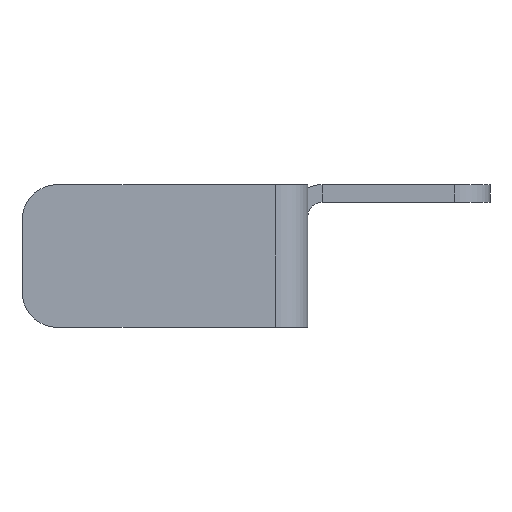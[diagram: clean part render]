
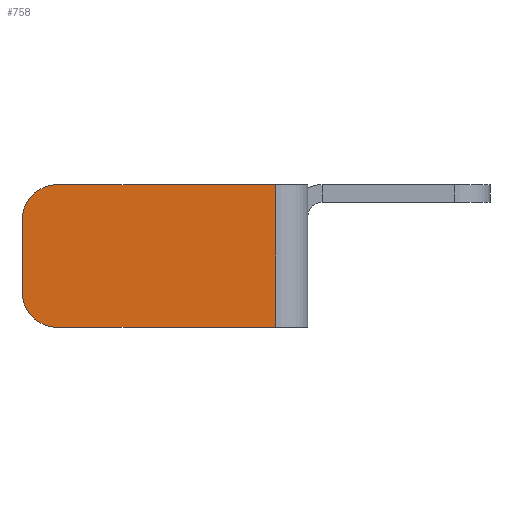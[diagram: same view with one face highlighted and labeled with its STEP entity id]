
A CAD part, left-side view. The second image highlights one B-rep face of the part: STEP entity #758.
In plain terms, the highlighted planar face has unit normal (-1, 0, 0).
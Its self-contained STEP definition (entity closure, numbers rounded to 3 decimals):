
#47=PLANE('',#843);
#92=FACE_OUTER_BOUND('',#139,.T.);
#139=EDGE_LOOP('',(#692,#693,#694,#695,#696,#697));
#156=LINE('',#1114,#235);
#170=LINE('',#1156,#249);
#217=LINE('',#1268,#296);
#219=LINE('',#1277,#298);
#235=VECTOR('',#888,10.);
#249=VECTOR('',#926,3.1);
#296=VECTOR('',#1045,10.);
#298=VECTOR('',#1061,10.);
#303=CIRCLE('',#784,5.);
#310=CIRCLE('',#797,5.);
#336=VERTEX_POINT('',#1101);
#337=VERTEX_POINT('',#1102);
#341=VERTEX_POINT('',#1112);
#355=VERTEX_POINT('',#1149);
#356=VERTEX_POINT('',#1150);
#357=VERTEX_POINT('',#1155);
#402=EDGE_CURVE('',#336,#337,#303,.T.);
#408=EDGE_CURVE('',#336,#341,#156,.T.);
#425=EDGE_CURVE('',#355,#356,#310,.T.);
#428=EDGE_CURVE('',#357,#356,#170,.T.);
#485=EDGE_CURVE('',#341,#357,#217,.T.);
#491=EDGE_CURVE('',#355,#337,#219,.T.);
#692=ORIENTED_EDGE('',*,*,#402,.F.);
#693=ORIENTED_EDGE('',*,*,#408,.T.);
#694=ORIENTED_EDGE('',*,*,#485,.T.);
#695=ORIENTED_EDGE('',*,*,#428,.T.);
#696=ORIENTED_EDGE('',*,*,#425,.F.);
#697=ORIENTED_EDGE('',*,*,#491,.T.);
#758=ADVANCED_FACE('',(#92),#47,.T.);
#784=AXIS2_PLACEMENT_3D('',#1103,#878,#879);
#797=AXIS2_PLACEMENT_3D('',#1151,#920,#921);
#843=AXIS2_PLACEMENT_3D('',#1279,#1064,#1065);
#878=DIRECTION('center_axis',(1.,0.,0.));
#879=DIRECTION('ref_axis',(0.,0.707,-0.707));
#888=DIRECTION('',(0.,-1.,0.));
#920=DIRECTION('center_axis',(1.,0.,0.));
#921=DIRECTION('ref_axis',(0.,0.707,0.707));
#926=DIRECTION('',(0.,1.,0.));
#1045=DIRECTION('',(0.,0.,1.));
#1061=DIRECTION('',(0.,0.,-1.));
#1064=DIRECTION('center_axis',(-1.,0.,0.));
#1065=DIRECTION('ref_axis',(0.,0.,-1.));
#1101=CARTESIAN_POINT('',(-2.5,35.,0.));
#1102=CARTESIAN_POINT('',(-2.5,40.,5.));
#1103=CARTESIAN_POINT('Origin',(-2.5,35.,5.));
#1112=CARTESIAN_POINT('',(-2.5,4.5,0.));
#1114=CARTESIAN_POINT('',(-2.5,4.5,0.));
#1149=CARTESIAN_POINT('',(-2.5,40.,15.));
#1150=CARTESIAN_POINT('',(-2.5,35.,20.));
#1151=CARTESIAN_POINT('Origin',(-2.5,35.,15.));
#1155=CARTESIAN_POINT('',(-2.5,4.5,20.));
#1156=CARTESIAN_POINT('',(-2.5,-5.239,20.));
#1268=CARTESIAN_POINT('',(-2.5,4.5,10.));
#1277=CARTESIAN_POINT('',(-2.5,40.,0.));
#1279=CARTESIAN_POINT('Origin',(-2.5,19.815,10.));
